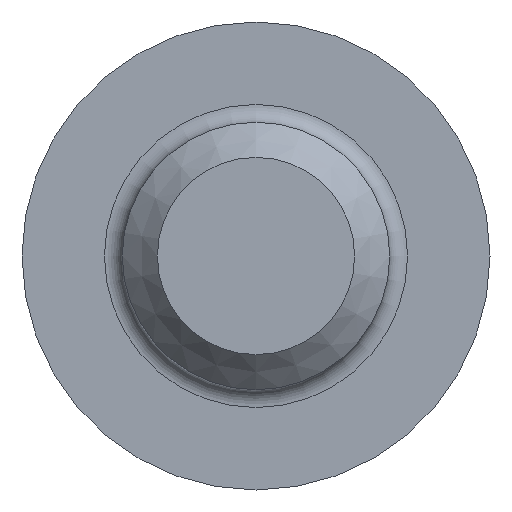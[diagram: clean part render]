
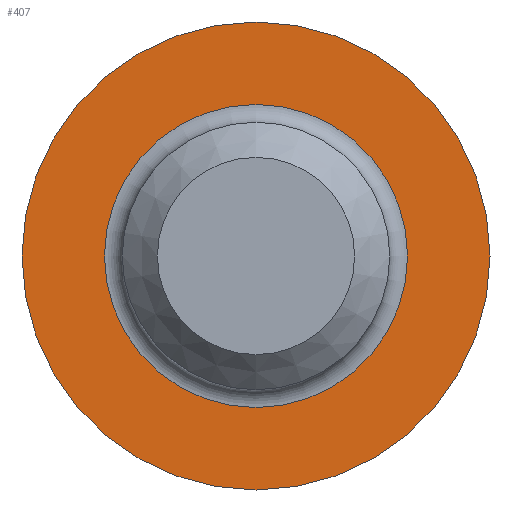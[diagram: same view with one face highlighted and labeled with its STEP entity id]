
A CAD part, front view. The second image highlights one B-rep face of the part: STEP entity #407.
In plain terms, the highlighted planar face has unit normal (0, -1, 0).
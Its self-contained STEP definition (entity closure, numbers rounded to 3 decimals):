
#35=PLANE('',#444);
#91=ORIENTED_EDGE('',*,*,#148,.T.);
#92=ORIENTED_EDGE('',*,*,#145,.F.);
#145=EDGE_CURVE('',#173,#173,#185,.T.);
#148=EDGE_CURVE('',#175,#175,#188,.T.);
#173=VERTEX_POINT('',#617);
#175=VERTEX_POINT('',#624);
#185=CIRCLE('',#440,3.5);
#188=CIRCLE('',#445,2.267);
#202=EDGE_LOOP('',(#91));
#203=EDGE_LOOP('',(#92));
#231=FACE_BOUND('',#202,.T.);
#232=FACE_BOUND('',#203,.T.);
#407=ADVANCED_FACE('',(#231,#232),#35,.F.);
#440=AXIS2_PLACEMENT_3D('',#616,#492,#493);
#444=AXIS2_PLACEMENT_3D('',#622,#500,#501);
#445=AXIS2_PLACEMENT_3D('',#623,#502,#503);
#492=DIRECTION('',(0.,1.,0.));
#493=DIRECTION('',(1.,0.,0.));
#500=DIRECTION('',(0.,1.,0.));
#501=DIRECTION('',(0.,0.,1.));
#502=DIRECTION('',(0.,1.,0.));
#503=DIRECTION('',(0.,0.,1.));
#616=CARTESIAN_POINT('',(0.,0.,0.));
#617=CARTESIAN_POINT('',(3.5,0.,0.));
#622=CARTESIAN_POINT('',(0.,0.,0.));
#623=CARTESIAN_POINT('',(0.,0.,0.));
#624=CARTESIAN_POINT('',(0.,0.,2.267));
